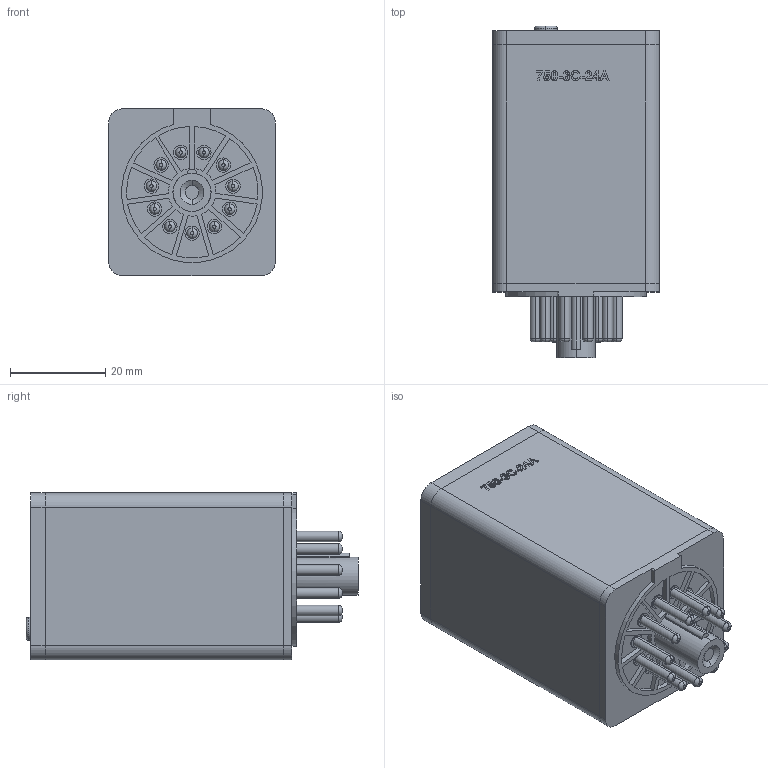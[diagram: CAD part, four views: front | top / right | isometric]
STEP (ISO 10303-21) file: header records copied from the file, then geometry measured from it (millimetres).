
FILE_DESCRIPTION (( 'STEP AP214' ), '1' );
FILE_NAME ('750-3C-24A.STEP', '2013-11-12T20:37:35', ( '' ), ( '' ), 'SwSTEP 2.0', 'SolidWorks 2013', '' );
FILE_SCHEMA (( 'AUTOMOTIVE_DESIGN' ));
Length unit declared in the file: millimetre
Products named in the file (1): 750-3C-24A
Bounding box: 35 x 69.6 x 35.12 mm (x, y, z)
Volume: 67626.4 mm3; surface area: 16685.1 mm2
Topology: 5 solids, 5 shells, 395 faces, 955 edges, 627 vertices
Faces by surface type: plane 209, cylinder 104, bspline 56, torus 24, cone 2
Entity records: 18359 total; most frequent: CARTESIAN_POINT 5178, ORIENTED_EDGE 1910, DIRECTION 1785, EDGE_CURVE 955, VERTEX_POINT 627, AXIS2_PLACEMENT_3D 602, LINE 581, VECTOR 581
